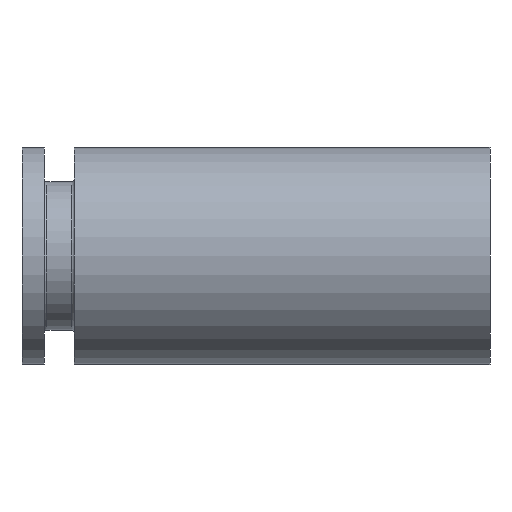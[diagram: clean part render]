
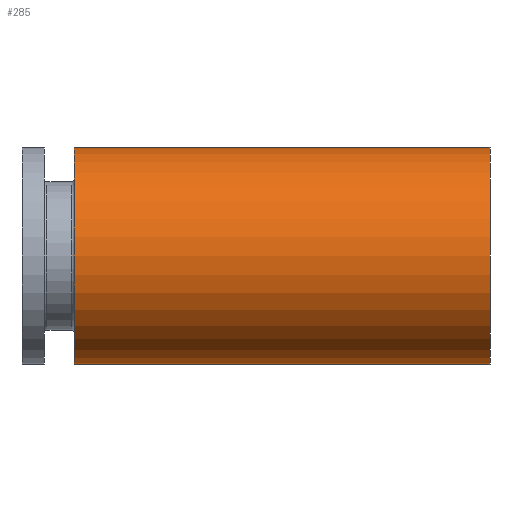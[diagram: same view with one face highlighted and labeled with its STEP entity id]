
A CAD part, front view. The second image highlights one B-rep face of the part: STEP entity #285.
In plain terms, the highlighted cylindrical face has radius 49.911 mm (diameter 99.822 mm), a partial arc.
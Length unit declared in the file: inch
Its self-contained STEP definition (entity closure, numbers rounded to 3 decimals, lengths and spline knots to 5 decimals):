
#68 = VERTEX_POINT ( 'NONE', #1122 ) ;
#82 = CARTESIAN_POINT ( 'NONE',  ( 0., 0., 0. ) ) ;
#132 = CARTESIAN_POINT ( 'NONE',  ( 0.95, 0., -1.965 ) ) ;
#176 = EDGE_CURVE ( 'NONE', #777, #68, #901, .T. ) ;
#213 = DIRECTION ( 'NONE',  ( -1., 0., 0. ) ) ;
#285 = ADVANCED_FACE ( 'NONE', ( #695 ), #581, .T. ) ;
#294 = DIRECTION ( 'NONE',  ( -1., 0., 0. ) ) ;
#348 = DIRECTION ( 'NONE',  ( -1., 0., 0. ) ) ;
#425 = CARTESIAN_POINT ( 'NONE',  ( 0., 0., 1.965 ) ) ;
#433 = AXIS2_PLACEMENT_3D ( 'NONE', #1437, #944, #480 ) ;
#435 = EDGE_LOOP ( 'NONE', ( #1530, #985, #1352, #1261 ) ) ;
#480 = DIRECTION ( 'NONE',  ( 0., 0., 1. ) ) ;
#494 = AXIS2_PLACEMENT_3D ( 'NONE', #82, #348, #1065 ) ;
#519 = CIRCLE ( 'NONE', #433, 1.965 ) ;
#568 = EDGE_CURVE ( 'NONE', #1292, #626, #827, .T. ) ;
#581 = CYLINDRICAL_SURFACE ( 'NONE', #494, 1.965 ) ;
#626 = VERTEX_POINT ( 'NONE', #132 ) ;
#670 = VECTOR ( 'NONE', #213, 39.37008 ) ;
#695 = FACE_OUTER_BOUND ( 'NONE', #435, .T. ) ;
#709 = CARTESIAN_POINT ( 'NONE',  ( 0.95, 0., 0. ) ) ;
#777 = VERTEX_POINT ( 'NONE', #799 ) ;
#799 = CARTESIAN_POINT ( 'NONE',  ( 8.47033, 0., 1.965 ) ) ;
#827 = LINE ( 'NONE', #1299, #670 ) ;
#901 = LINE ( 'NONE', #425, #1164 ) ;
#944 = DIRECTION ( 'NONE',  ( -1., 0., 0. ) ) ;
#945 = CIRCLE ( 'NONE', #1371, 1.965 ) ;
#985 = ORIENTED_EDGE ( 'NONE', *, *, #1374, .T. ) ;
#1065 = DIRECTION ( 'NONE',  ( 0., 0., 1. ) ) ;
#1122 = CARTESIAN_POINT ( 'NONE',  ( 0.95, 0., 1.965 ) ) ;
#1164 = VECTOR ( 'NONE', #294, 39.37008 ) ;
#1195 = DIRECTION ( 'NONE',  ( 0., 0., 1. ) ) ;
#1261 = ORIENTED_EDGE ( 'NONE', *, *, #1342, .F. ) ;
#1280 = CARTESIAN_POINT ( 'NONE',  ( 8.47033, 0., -1.965 ) ) ;
#1292 = VERTEX_POINT ( 'NONE', #1280 ) ;
#1299 = CARTESIAN_POINT ( 'NONE',  ( 0., 0., -1.965 ) ) ;
#1342 = EDGE_CURVE ( 'NONE', #626, #68, #945, .T. ) ;
#1352 = ORIENTED_EDGE ( 'NONE', *, *, #176, .T. ) ;
#1371 = AXIS2_PLACEMENT_3D ( 'NONE', #709, #1463, #1195 ) ;
#1374 = EDGE_CURVE ( 'NONE', #1292, #777, #519, .T. ) ;
#1437 = CARTESIAN_POINT ( 'NONE',  ( 8.47033, 0., 0. ) ) ;
#1463 = DIRECTION ( 'NONE',  ( -1., 0., 0. ) ) ;
#1530 = ORIENTED_EDGE ( 'NONE', *, *, #568, .F. ) ;
